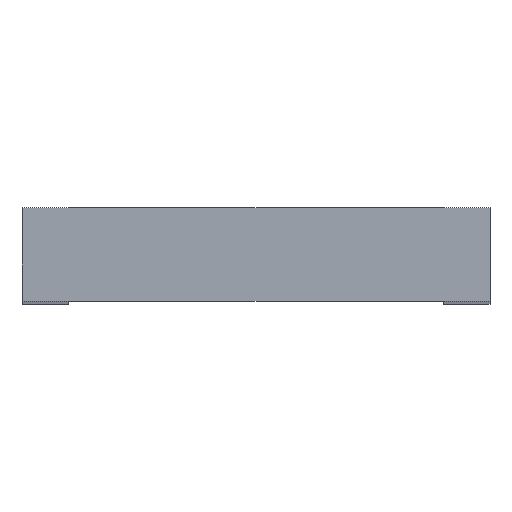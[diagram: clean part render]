
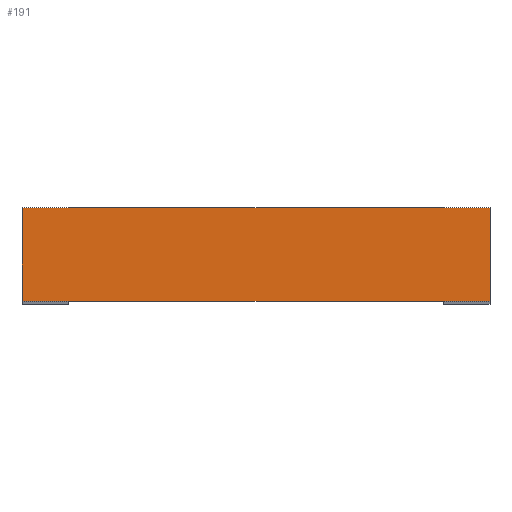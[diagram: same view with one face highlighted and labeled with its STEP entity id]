
A CAD part, top view. The second image highlights one B-rep face of the part: STEP entity #191.
In plain terms, the highlighted planar face has unit normal (0, 0, 1).
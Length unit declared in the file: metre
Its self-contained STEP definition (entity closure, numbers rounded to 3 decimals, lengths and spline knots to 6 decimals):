
#60=ORIENTED_EDGE('',*,*,#83,.F.);
#61=ORIENTED_EDGE('',*,*,#87,.F.);
#62=ORIENTED_EDGE('',*,*,#70,.T.);
#63=ORIENTED_EDGE('',*,*,#77,.F.);
#70=EDGE_CURVE('',#94,#93,#110,.T.);
#77=EDGE_CURVE('',#99,#93,#117,.T.);
#83=EDGE_CURVE('',#103,#99,#123,.T.);
#87=EDGE_CURVE('',#94,#103,#127,.T.);
#93=VERTEX_POINT('',#280);
#94=VERTEX_POINT('',#282);
#99=VERTEX_POINT('',#294);
#103=VERTEX_POINT('',#305);
#110=LINE('',#281,#134);
#117=LINE('',#295,#141);
#123=LINE('',#306,#147);
#127=LINE('',#313,#151);
#134=VECTOR('',#230,1.);
#141=VECTOR('',#239,1.);
#147=VECTOR('',#247,1.);
#151=VECTOR('',#257,1.);
#161=EDGE_LOOP('',(#60,#61,#62,#63));
#171=FACE_BOUND('',#161,.T.);
#181=PLANE('',#216);
#191=ADVANCED_FACE('',(#171),#181,.T.);
#216=AXIS2_PLACEMENT_3D('',#316,#262,#263);
#230=DIRECTION('',(-1.,0.,0.));
#239=DIRECTION('',(0.,1.,0.));
#247=DIRECTION('',(-1.,0.,0.));
#257=DIRECTION('',(0.,-1.,0.));
#262=DIRECTION('',(0.,0.,1.));
#263=DIRECTION('',(1.,0.,0.));
#280=CARTESIAN_POINT('',(-0.127,0.2286,0.9906));
#281=CARTESIAN_POINT('',(0.,0.2286,0.9906));
#282=CARTESIAN_POINT('',(0.127,0.2286,0.9906));
#294=CARTESIAN_POINT('',(-0.127,0.1778,0.9906));
#295=CARTESIAN_POINT('',(-0.127,0.1778,0.9906));
#305=CARTESIAN_POINT('',(0.127,0.1778,0.9906));
#306=CARTESIAN_POINT('',(0.,0.1778,0.9906));
#313=CARTESIAN_POINT('',(0.127,0.2032,0.9906));
#316=CARTESIAN_POINT('',(0.,0.2032,0.9906));
